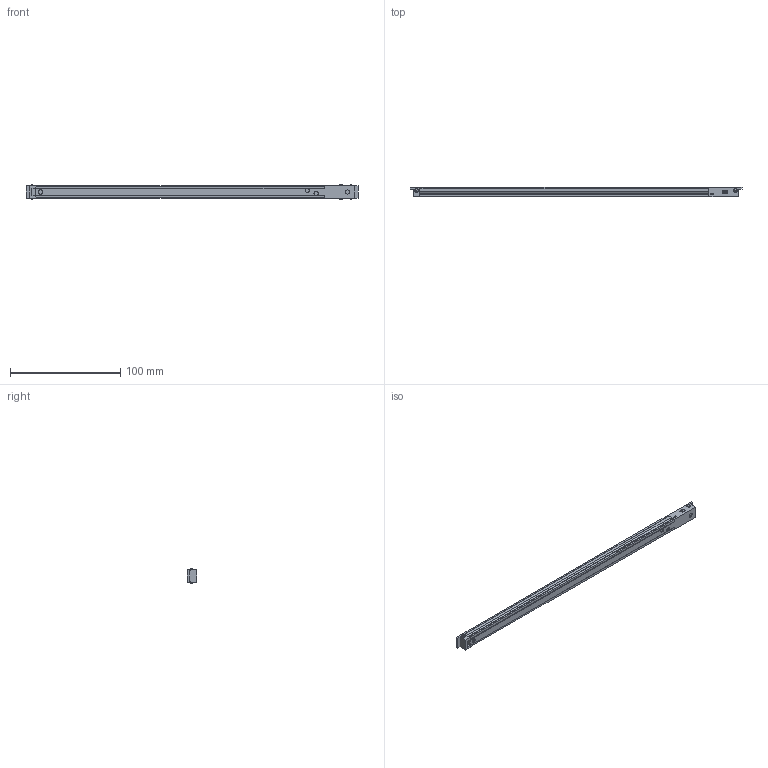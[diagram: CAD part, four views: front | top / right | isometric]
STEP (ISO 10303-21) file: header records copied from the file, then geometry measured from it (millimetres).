
FILE_DESCRIPTION(/* description */ ('','CAx-IF Rec.Pracs.---Representation and Presentation of Product Manufacturing Information (PMI)---4.0---2014-10-13'),/* implementation_level */ '2;1');
FILE_NAME(/* name */ 'N0008 v1.step',/* time_stamp */ '2025-01-02T12:27:21+01:00',/* author */ (''),/* organization */ (''),/* preprocessor_version */ 'ST-DEVELOPER v20',/* originating_system */ 'Autodesk Translation Framework v13.20.0.188',/* authorisation */ '');
FILE_SCHEMA (('AP242_MANAGED_MODEL_BASED_3D_ENGINEERING_MIM_LF { 1 0 10303 442 1 1 4 }'));
Length unit declared in the file: millimetre
Products named in the file (1): N0008
Bounding box: 301 x 8.9 x 13.25 mm (x, y, z)
Volume: 27368.5 mm3; surface area: 17910 mm2
Topology: 8 solids, 8 shells, 122 faces, 280 edges, 186 vertices
Faces by surface type: plane 96, cylinder 22, sphere 4
Full cylindrical faces by diameter (mm): 2 x4, 3.8 x7, 3.9 x1
Entity records: 3440 total; most frequent: CARTESIAN_POINT 585, DIRECTION 574, ORIENTED_EDGE 552, EDGE_CURVE 276, LINE 224, VECTOR 224, VERTEX_POINT 186, AXIS2_PLACEMENT_3D 175
